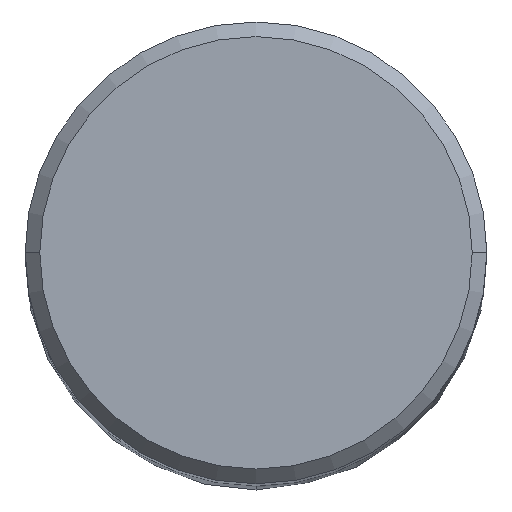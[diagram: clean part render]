
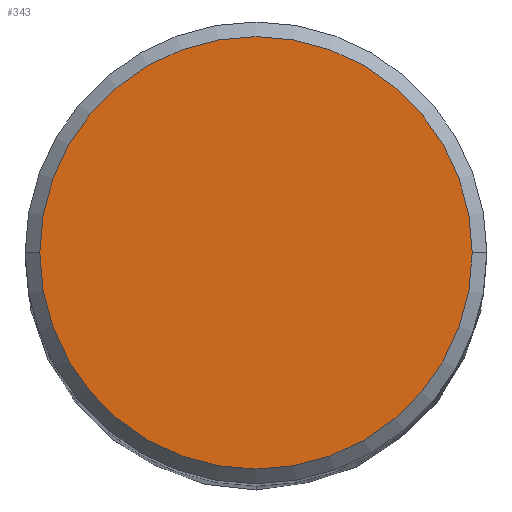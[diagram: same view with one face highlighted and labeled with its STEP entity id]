
A CAD part, top view. The second image highlights one B-rep face of the part: STEP entity #343.
In plain terms, the highlighted planar face has unit normal (0, 0, 1).
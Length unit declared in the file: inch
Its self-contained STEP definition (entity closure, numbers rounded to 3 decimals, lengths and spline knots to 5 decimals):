
#16 = CIRCLE ( 'NONE', #307, 0.22122 ) ;
#27 = EDGE_CURVE ( 'NONE', #182, #79, #16, .T. ) ;
#39 = DIRECTION ( 'NONE',  ( 0., 0., 1. ) ) ;
#41 = CARTESIAN_POINT ( 'NONE',  ( 0., 0., 3.93701 ) ) ;
#49 = CARTESIAN_POINT ( 'NONE',  ( 0., 0., 3.93701 ) ) ;
#79 = VERTEX_POINT ( 'NONE', #342 ) ;
#108 = ORIENTED_EDGE ( 'NONE', *, *, #254, .T. ) ;
#127 = DIRECTION ( 'NONE',  ( 0., 0., 1. ) ) ;
#147 = DIRECTION ( 'NONE',  ( 1., 0., 0. ) ) ;
#151 = DIRECTION ( 'NONE',  ( 1., 0., 0. ) ) ;
#170 = AXIS2_PLACEMENT_3D ( 'NONE', #41, #39, #147 ) ;
#173 = ORIENTED_EDGE ( 'NONE', *, *, #27, .T. ) ;
#182 = VERTEX_POINT ( 'NONE', #244 ) ;
#226 = CARTESIAN_POINT ( 'NONE',  ( 0., 0., 3.93701 ) ) ;
#244 = CARTESIAN_POINT ( 'NONE',  ( -0.22122, 0., 3.93701 ) ) ;
#248 = EDGE_LOOP ( 'NONE', ( #173, #108 ) ) ;
#254 = EDGE_CURVE ( 'NONE', #79, #182, #302, .T. ) ;
#256 = DIRECTION ( 'NONE',  ( 0., 0., 1. ) ) ;
#258 = FACE_OUTER_BOUND ( 'NONE', #248, .T. ) ;
#278 = PLANE ( 'NONE',  #333 ) ;
#282 = DIRECTION ( 'NONE',  ( 1., 0., 0. ) ) ;
#302 = CIRCLE ( 'NONE', #170, 0.22122 ) ;
#307 = AXIS2_PLACEMENT_3D ( 'NONE', #49, #127, #151 ) ;
#333 = AXIS2_PLACEMENT_3D ( 'NONE', #226, #256, #282 ) ;
#342 = CARTESIAN_POINT ( 'NONE',  ( 0.22122, 0., 3.93701 ) ) ;
#343 = ADVANCED_FACE ( 'NONE', ( #258 ), #278, .T. ) ;
